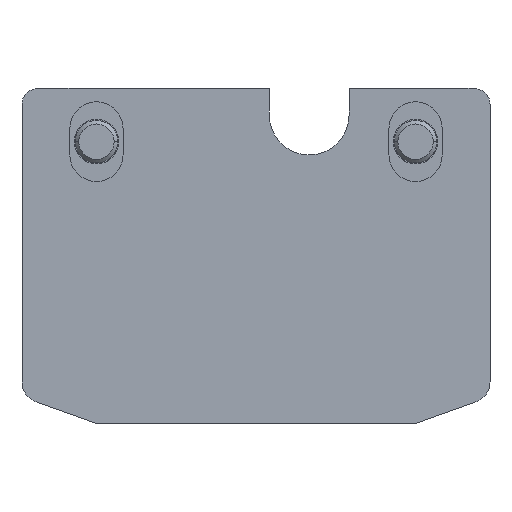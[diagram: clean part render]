
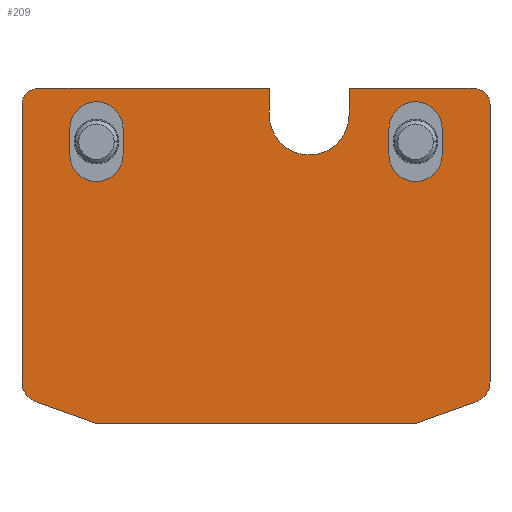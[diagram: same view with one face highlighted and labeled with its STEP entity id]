
A CAD part, left-side view. The second image highlights one B-rep face of the part: STEP entity #209.
In plain terms, the highlighted planar face has unit normal (-1, 0, 0).
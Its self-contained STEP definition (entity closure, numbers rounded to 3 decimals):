
#209=ADVANCED_FACE('',(#443,#444,#445),#446,.F.);
#443=FACE_OUTER_BOUND('',#733,.T.);
#444=FACE_BOUND('',#734,.T.);
#445=FACE_BOUND('',#735,.T.);
#446=PLANE('',#736);
#733=EDGE_LOOP('',(#1163,#1164,#1165,#1166,#1167,#1168,#1169,#1170,#1171,#1172,#1173,#1174,#1175,#1176,#1177));
#734=EDGE_LOOP('',(#1178,#1179,#1180,#1181,#1182,#1183));
#735=EDGE_LOOP('',(#1184,#1185,#1186,#1187,#1188,#1189));
#736=AXIS2_PLACEMENT_3D('',#1190,#1191,#1192);
#1163=ORIENTED_EDGE('',*,*,#1759,.T.);
#1164=ORIENTED_EDGE('',*,*,#1694,.T.);
#1165=ORIENTED_EDGE('',*,*,#1736,.T.);
#1166=ORIENTED_EDGE('',*,*,#1657,.T.);
#1167=ORIENTED_EDGE('',*,*,#1760,.F.);
#1168=ORIENTED_EDGE('',*,*,#1729,.F.);
#1169=ORIENTED_EDGE('',*,*,#1761,.F.);
#1170=ORIENTED_EDGE('',*,*,#1762,.F.);
#1171=ORIENTED_EDGE('',*,*,#1653,.F.);
#1172=ORIENTED_EDGE('',*,*,#1763,.F.);
#1173=ORIENTED_EDGE('',*,*,#1764,.F.);
#1174=ORIENTED_EDGE('',*,*,#1765,.F.);
#1175=ORIENTED_EDGE('',*,*,#1766,.F.);
#1176=ORIENTED_EDGE('',*,*,#1678,.F.);
#1177=ORIENTED_EDGE('',*,*,#1767,.F.);
#1178=ORIENTED_EDGE('',*,*,#1641,.T.);
#1179=ORIENTED_EDGE('',*,*,#1768,.T.);
#1180=ORIENTED_EDGE('',*,*,#1637,.T.);
#1181=ORIENTED_EDGE('',*,*,#1769,.T.);
#1182=ORIENTED_EDGE('',*,*,#1770,.T.);
#1183=ORIENTED_EDGE('',*,*,#1771,.T.);
#1184=ORIENTED_EDGE('',*,*,#1772,.T.);
#1185=ORIENTED_EDGE('',*,*,#1773,.T.);
#1186=ORIENTED_EDGE('',*,*,#1748,.T.);
#1187=ORIENTED_EDGE('',*,*,#1699,.T.);
#1188=ORIENTED_EDGE('',*,*,#1740,.T.);
#1189=ORIENTED_EDGE('',*,*,#1774,.T.);
#1190=CARTESIAN_POINT('',(0.,-30.0,-20.579));
#1191=DIRECTION('',(1.0,0.0,0.));
#1192=DIRECTION('',(0.,0.0,-1.0));
#1637=EDGE_CURVE('',#1936,#1934,#1937,.T.);
#1641=EDGE_CURVE('',#1943,#1940,#1944,.T.);
#1653=EDGE_CURVE('',#1962,#1964,#1965,.T.);
#1657=EDGE_CURVE('',#1971,#1968,#1972,.T.);
#1678=EDGE_CURVE('',#2007,#2009,#2010,.T.);
#1694=EDGE_CURVE('',#2032,#2029,#2033,.T.);
#1699=EDGE_CURVE('',#2041,#2039,#2042,.T.);
#1729=EDGE_CURVE('',#2087,#2089,#2090,.T.);
#1736=EDGE_CURVE('',#2029,#1971,#2097,.T.);
#1740=EDGE_CURVE('',#2039,#2101,#2103,.T.);
#1748=EDGE_CURVE('',#2116,#2041,#2117,.T.);
#1759=EDGE_CURVE('',#2128,#2032,#2129,.T.);
#1760=EDGE_CURVE('',#2089,#1968,#2130,.T.);
#1761=EDGE_CURVE('',#2131,#2087,#2132,.T.);
#1762=EDGE_CURVE('',#1964,#2131,#2133,.T.);
#1763=EDGE_CURVE('',#2134,#1962,#2135,.T.);
#1764=EDGE_CURVE('',#2136,#2134,#2137,.T.);
#1765=EDGE_CURVE('',#2138,#2136,#2139,.T.);
#1766=EDGE_CURVE('',#2009,#2138,#2140,.T.);
#1767=EDGE_CURVE('',#2128,#2007,#2141,.T.);
#1768=EDGE_CURVE('',#1940,#1936,#2142,.T.);
#1769=EDGE_CURVE('',#1934,#2143,#2144,.T.);
#1770=EDGE_CURVE('',#2143,#2145,#2146,.T.);
#1771=EDGE_CURVE('',#2145,#1943,#2147,.T.);
#1772=EDGE_CURVE('',#2148,#2149,#2150,.T.);
#1773=EDGE_CURVE('',#2149,#2116,#2151,.T.);
#1774=EDGE_CURVE('',#2101,#2148,#2152,.T.);
#1934=VERTEX_POINT('',#2419);
#1936=VERTEX_POINT('',#2422);
#1937=LINE('',#2423,#2424);
#1940=VERTEX_POINT('',#2428);
#1943=VERTEX_POINT('',#2432);
#1944=CIRCLE('',#2433,5.0);
#1962=VERTEX_POINT('',#2478);
#1964=VERTEX_POINT('',#2481);
#1965=LINE('',#2482,#2483);
#1968=VERTEX_POINT('',#2487);
#1971=VERTEX_POINT('',#2491);
#1972=LINE('',#2492,#2493);
#2007=VERTEX_POINT('',#2567);
#2009=VERTEX_POINT('',#2570);
#2010=CIRCLE('',#2571,3.0);
#2029=VERTEX_POINT('',#2615);
#2032=VERTEX_POINT('',#2619);
#2033=CIRCLE('',#2620,7.5);
#2039=VERTEX_POINT('',#2627);
#2041=VERTEX_POINT('',#2630);
#2042=CIRCLE('',#2631,5.0);
#2087=VERTEX_POINT('',#2729);
#2089=VERTEX_POINT('',#2732);
#2090=CIRCLE('',#2733,3.0);
#2097=CIRCLE('',#2743,7.5);
#2101=VERTEX_POINT('',#2747);
#2103=CIRCLE('',#2750,5.0);
#2116=VERTEX_POINT('',#2766);
#2117=LINE('',#2767,#2768);
#2128=VERTEX_POINT('',#2792);
#2129=LINE('',#2793,#2794);
#2130=LINE('',#2795,#2796);
#2131=VERTEX_POINT('',#2797);
#2132=LINE('',#2798,#2799);
#2133=CIRCLE('',#2800,4.0);
#2134=VERTEX_POINT('',#2801);
#2135=LINE('',#2802,#2803);
#2136=VERTEX_POINT('',#2804);
#2137=LINE('',#2805,#2806);
#2138=VERTEX_POINT('',#2807);
#2139=CIRCLE('',#2808,4.0);
#2140=LINE('',#2809,#2810);
#2141=LINE('',#2811,#2812);
#2142=CIRCLE('',#2813,5.0);
#2143=VERTEX_POINT('',#2814);
#2144=CIRCLE('',#2815,5.0);
#2145=VERTEX_POINT('',#2816);
#2146=CIRCLE('',#2817,5.0);
#2147=LINE('',#2818,#2819);
#2148=VERTEX_POINT('',#2820);
#2149=VERTEX_POINT('',#2821);
#2150=CIRCLE('',#2822,5.0);
#2151=CIRCLE('',#2823,5.0);
#2152=LINE('',#2824,#2825);
#2419=CARTESIAN_POINT('',(0.,5.0,2.5));
#2422=CARTESIAN_POINT('',(0.,5.0,-2.5));
#2423=CARTESIAN_POINT('',(0.,5.0,-10.289));
#2424=VECTOR('',#3065,1.0);
#2428=CARTESIAN_POINT('',(0.,0.,-7.5));
#2432=CARTESIAN_POINT('',(0.,-5.0,-2.5));
#2433=AXIS2_PLACEMENT_3D('',#3068,#3069,#3070);
#2478=CARTESIAN_POINT('',(0.,0.0,-53.0));
#2481=CARTESIAN_POINT('',(0.,11.345,-48.948));
#2482=CARTESIAN_POINT('',(0.,0.0,-53.0));
#2483=VECTOR('',#3080,1.0);
#2487=CARTESIAN_POINT('',(0.,-32.5,10.0));
#2491=CARTESIAN_POINT('',(0.,-32.5,5.0));
#2492=CARTESIAN_POINT('',(0.,-32.5,-5.289));
#2493=VECTOR('',#3083,1.0);
#2567=CARTESIAN_POINT('',(0.0,-71.0,10.0));
#2570=CARTESIAN_POINT('',(0.,-74.0,7.0));
#2571=AXIS2_PLACEMENT_3D('',#3109,#3110,#3111);
#2615=CARTESIAN_POINT('',(0.,-40.0,-2.5));
#2619=CARTESIAN_POINT('',(0.,-47.5,5.0));
#2620=AXIS2_PLACEMENT_3D('',#3134,#3135,#3136);
#2627=CARTESIAN_POINT('',(0.,-60.0,7.5));
#2630=CARTESIAN_POINT('',(0.,-55.0,2.5));
#2631=AXIS2_PLACEMENT_3D('',#3142,#3143,#3144);
#2729=CARTESIAN_POINT('',(0.,14.0,7.0));
#2732=CARTESIAN_POINT('',(0.0,11.0,10.0));
#2733=AXIS2_PLACEMENT_3D('',#3179,#3180,#3181);
#2743=AXIS2_PLACEMENT_3D('',#3188,#3189,#3190);
#2747=CARTESIAN_POINT('',(0.,-65.0,2.5));
#2750=AXIS2_PLACEMENT_3D('',#3195,#3196,#3197);
#2766=CARTESIAN_POINT('',(0.,-55.0,-2.5));
#2767=CARTESIAN_POINT('',(0.,-55.0,-10.289));
#2768=VECTOR('',#3207,1.0);
#2792=CARTESIAN_POINT('',(0.,-47.5,10.0));
#2793=CARTESIAN_POINT('',(0.,-47.5,-5.289));
#2794=VECTOR('',#3219,1.0);
#2795=CARTESIAN_POINT('',(0.0,11.0,10.0));
#2796=VECTOR('',#3220,1.0);
#2797=CARTESIAN_POINT('',(0.,14.0,-45.181));
#2798=CARTESIAN_POINT('',(0.,14.0,-45.181));
#2799=VECTOR('',#3221,1.0);
#2800=AXIS2_PLACEMENT_3D('',#3222,#3223,#3224);
#2801=CARTESIAN_POINT('',(0.,-60.0,-53.0));
#2802=CARTESIAN_POINT('',(0.,-60.0,-53.0));
#2803=VECTOR('',#3225,1.0);
#2804=CARTESIAN_POINT('',(0.,-71.345,-48.948));
#2805=CARTESIAN_POINT('',(0.,-71.345,-48.948));
#2806=VECTOR('',#3226,1.0);
#2807=CARTESIAN_POINT('',(0.,-74.0,-45.181));
#2808=AXIS2_PLACEMENT_3D('',#3227,#3228,#3229);
#2809=CARTESIAN_POINT('',(0.,-74.0,7.0));
#2810=VECTOR('',#3230,1.0);
#2811=CARTESIAN_POINT('',(0.0,11.0,10.0));
#2812=VECTOR('',#3231,1.0);
#2813=AXIS2_PLACEMENT_3D('',#3232,#3233,#3234);
#2814=CARTESIAN_POINT('',(0.,0.,7.5));
#2815=AXIS2_PLACEMENT_3D('',#3235,#3236,#3237);
#2816=CARTESIAN_POINT('',(0.,-5.0,2.5));
#2817=AXIS2_PLACEMENT_3D('',#3238,#3239,#3240);
#2818=CARTESIAN_POINT('',(0.,-5.0,-10.289));
#2819=VECTOR('',#3241,1.0);
#2820=CARTESIAN_POINT('',(0.,-65.0,-2.5));
#2821=CARTESIAN_POINT('',(0.,-60.0,-7.5));
#2822=AXIS2_PLACEMENT_3D('',#3242,#3243,#3244);
#2823=AXIS2_PLACEMENT_3D('',#3245,#3246,#3247);
#2824=CARTESIAN_POINT('',(0.,-65.0,-10.289));
#2825=VECTOR('',#3248,1.0);
#3065=DIRECTION('',(0.,0.,1.0));
#3068=CARTESIAN_POINT('',(0.,0.,-2.5));
#3069=DIRECTION('',(1.0,0.0,0.));
#3070=DIRECTION('',(0.,0.,1.0));
#3080=DIRECTION('',(0.,0.942,0.336));
#3083=DIRECTION('',(0.,0.,1.0));
#3109=CARTESIAN_POINT('',(0.,-71.0,7.0));
#3110=DIRECTION('',(1.0,0.0,0.));
#3111=DIRECTION('',(0.,0.0,-1.0));
#3134=CARTESIAN_POINT('',(0.,-40.0,5.0));
#3135=DIRECTION('',(1.0,0.0,0.));
#3136=DIRECTION('',(0.,0.,1.0));
#3142=CARTESIAN_POINT('',(0.,-60.0,2.5));
#3143=DIRECTION('',(1.0,0.0,0.));
#3144=DIRECTION('',(0.,0.,1.0));
#3179=CARTESIAN_POINT('',(0.,11.0,7.0));
#3180=DIRECTION('',(1.0,0.0,0.));
#3181=DIRECTION('',(0.,0.0,-1.0));
#3188=CARTESIAN_POINT('',(0.,-40.0,5.0));
#3189=DIRECTION('',(1.0,0.0,0.));
#3190=DIRECTION('',(0.,0.,1.0));
#3195=CARTESIAN_POINT('',(0.,-60.0,2.5));
#3196=DIRECTION('',(1.0,0.0,0.));
#3197=DIRECTION('',(0.,0.,1.0));
#3207=DIRECTION('',(0.,0.,1.0));
#3219=DIRECTION('',(0.,0.,-1.0));
#3220=DIRECTION('',(0.0,-1.0,0.0));
#3221=DIRECTION('',(0.,0.0,1.0));
#3222=CARTESIAN_POINT('',(0.,10.0,-45.181));
#3223=DIRECTION('',(1.0,0.0,0.));
#3224=DIRECTION('',(0.,0.0,-1.0));
#3225=DIRECTION('',(0.0,1.0,0.0));
#3226=DIRECTION('',(0.,0.942,-0.336));
#3227=CARTESIAN_POINT('',(0.,-70.0,-45.181));
#3228=DIRECTION('',(1.0,0.0,0.));
#3229=DIRECTION('',(0.,0.0,-1.0));
#3230=DIRECTION('',(0.,0.0,-1.0));
#3231=DIRECTION('',(0.0,-1.0,0.0));
#3232=CARTESIAN_POINT('',(0.,0.,-2.5));
#3233=DIRECTION('',(1.0,0.0,0.));
#3234=DIRECTION('',(0.,0.,1.0));
#3235=CARTESIAN_POINT('',(0.,0.,2.5));
#3236=DIRECTION('',(1.0,0.0,0.));
#3237=DIRECTION('',(0.,0.,1.0));
#3238=CARTESIAN_POINT('',(0.,0.,2.5));
#3239=DIRECTION('',(1.0,0.0,0.));
#3240=DIRECTION('',(0.,0.,1.0));
#3241=DIRECTION('',(0.,0.,-1.0));
#3242=CARTESIAN_POINT('',(0.,-60.0,-2.5));
#3243=DIRECTION('',(1.0,0.0,0.));
#3244=DIRECTION('',(0.,0.,1.0));
#3245=CARTESIAN_POINT('',(0.,-60.0,-2.5));
#3246=DIRECTION('',(1.0,0.0,0.));
#3247=DIRECTION('',(0.,0.,1.0));
#3248=DIRECTION('',(0.,0.,-1.0));
